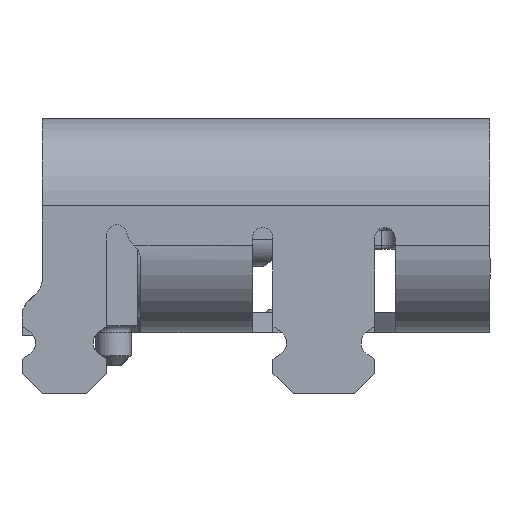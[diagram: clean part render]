
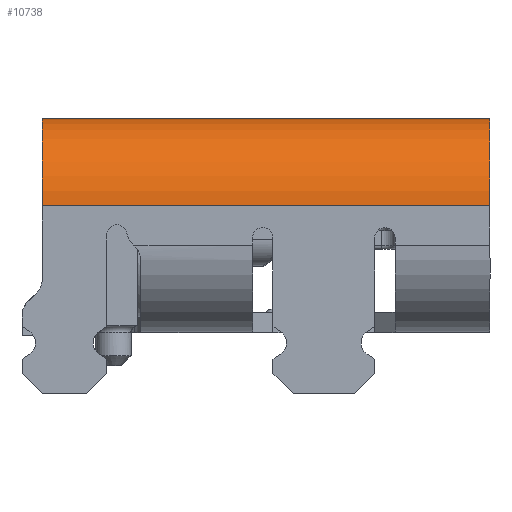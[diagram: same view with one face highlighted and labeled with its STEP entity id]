
A CAD part, left-side view. The second image highlights one B-rep face of the part: STEP entity #10738.
In plain terms, the highlighted cylindrical face has radius 1.29 mm (diameter 2.58 mm), a partial arc.
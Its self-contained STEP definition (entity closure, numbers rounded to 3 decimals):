
#729=FACE_OUTER_BOUND('',#1295,.T.);
#1295=EDGE_LOOP('',(#8245,#8246,#8247,#8248));
#2162=LINE('',#16763,#3263);
#2265=LINE('',#17003,#3366);
#3263=VECTOR('',#13363,1000.);
#3366=VECTOR('',#13542,1000.);
#3865=CIRCLE('',#11143,1.29);
#4016=CIRCLE('',#11504,1.29);
#4378=VERTEX_POINT('',#15500);
#4379=VERTEX_POINT('',#15502);
#4739=VERTEX_POINT('',#16761);
#4818=VERTEX_POINT('',#16971);
#5385=EDGE_CURVE('',#4379,#4378,#3865,.T.);
#5953=EDGE_CURVE('',#4378,#4739,#2162,.T.);
#6064=EDGE_CURVE('',#4739,#4818,#4016,.T.);
#6077=EDGE_CURVE('',#4379,#4818,#2265,.T.);
#8245=ORIENTED_EDGE('',*,*,#5385,.T.);
#8246=ORIENTED_EDGE('',*,*,#5953,.T.);
#8247=ORIENTED_EDGE('',*,*,#6064,.T.);
#8248=ORIENTED_EDGE('',*,*,#6077,.F.);
#9952=CYLINDRICAL_SURFACE('',#11514,1.29);
#10738=ADVANCED_FACE('',(#729),#9952,.T.);
#11143=AXIS2_PLACEMENT_3D('',#15503,#12280,#12281);
#11504=AXIS2_PLACEMENT_3D('',#16973,#13514,#13515);
#11514=AXIS2_PLACEMENT_3D('',#17002,#13540,#13541);
#12280=DIRECTION('center_axis',(0.,1.,0.));
#12281=DIRECTION('ref_axis',(0.,0.,1.));
#13363=DIRECTION('',(0.,1.,0.));
#13514=DIRECTION('center_axis',(0.,-1.,0.));
#13515=DIRECTION('ref_axis',(0.,0.,1.));
#13540=DIRECTION('center_axis',(0.,1.,0.));
#13541=DIRECTION('ref_axis',(0.,0.,1.));
#13542=DIRECTION('',(0.,1.,0.));
#15500=CARTESIAN_POINT('',(-3.18,-4.7,1.58));
#15502=CARTESIAN_POINT('',(-4.47,-4.7,0.29));
#15503=CARTESIAN_POINT('Origin',(-3.18,-4.7,0.29));
#16761=CARTESIAN_POINT('',(-3.18,1.9,1.58));
#16763=CARTESIAN_POINT('',(-3.18,-14.182,1.58));
#16971=CARTESIAN_POINT('',(-4.47,1.9,0.29));
#16973=CARTESIAN_POINT('Origin',(-3.18,1.9,0.29));
#17002=CARTESIAN_POINT('Origin',(-3.18,-27.535,0.29));
#17003=CARTESIAN_POINT('',(-4.47,-14.182,0.29));
